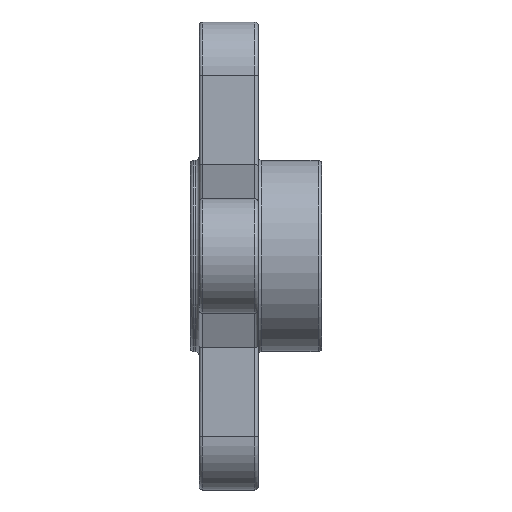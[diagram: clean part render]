
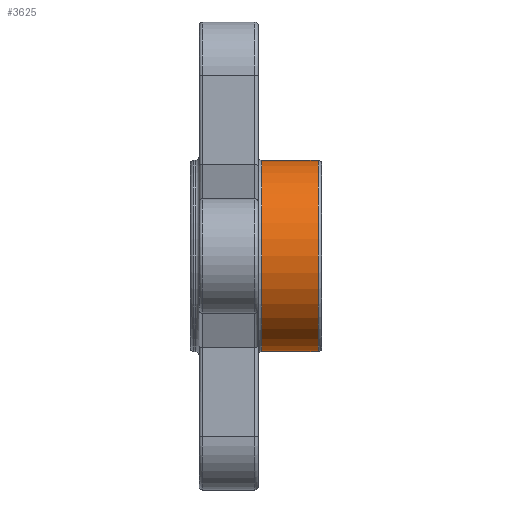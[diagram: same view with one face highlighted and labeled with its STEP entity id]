
A CAD part, left-side view. The second image highlights one B-rep face of the part: STEP entity #3625.
In plain terms, the highlighted cylindrical face has radius 3.325 mm (diameter 6.65 mm), a partial arc.
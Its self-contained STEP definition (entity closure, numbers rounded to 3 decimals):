
#337 = CARTESIAN_POINT ( 'NONE',  ( 0., -0.12, -3.325 ) ) ;
#363 = DIRECTION ( 'NONE',  ( 0., 1., 0. ) ) ;
#403 = CARTESIAN_POINT ( 'NONE',  ( 0., -2.08, 0. ) ) ;
#902 = EDGE_CURVE ( 'NONE', #7005, #3308, #6429, .T. ) ;
#947 = CARTESIAN_POINT ( 'NONE',  ( 0., -2.08, 3.325 ) ) ;
#1510 = CARTESIAN_POINT ( 'NONE',  ( 0., 2.05, 3.325 ) ) ;
#1751 = DIRECTION ( 'NONE',  ( 0., 0., -1. ) ) ;
#1764 = CARTESIAN_POINT ( 'NONE',  ( 0., -2.08, -3.325 ) ) ;
#2182 = CARTESIAN_POINT ( 'NONE',  ( 0., -0.12, 0. ) ) ;
#2970 = CARTESIAN_POINT ( 'NONE',  ( 0., 2.05, 0. ) ) ;
#3118 = CARTESIAN_POINT ( 'NONE',  ( 0., 2.05, -3.325 ) ) ;
#3308 = VERTEX_POINT ( 'NONE', #1764 ) ;
#3426 = CIRCLE ( 'NONE', #4516, 3.325 ) ;
#3625 = ADVANCED_FACE ( 'NONE', ( #4263 ), #7703, .T. ) ;
#4175 = DIRECTION ( 'NONE',  ( 0., -1., 0. ) ) ;
#4263 = FACE_OUTER_BOUND ( 'NONE', #7454, .T. ) ;
#4516 = AXIS2_PLACEMENT_3D ( 'NONE', #403, #363, #5078 ) ;
#4779 = DIRECTION ( 'NONE',  ( 0., -1., 0. ) ) ;
#4786 = ORIENTED_EDGE ( 'NONE', *, *, #4827, .F. ) ;
#4827 = EDGE_CURVE ( 'NONE', #8027, #6768, #8088, .T. ) ;
#4877 = AXIS2_PLACEMENT_3D ( 'NONE', #2970, #6923, #1751 ) ;
#5078 = DIRECTION ( 'NONE',  ( 0., 0., 1. ) ) ;
#5433 = CARTESIAN_POINT ( 'NONE',  ( 0., -0.12, 3.325 ) ) ;
#5507 = VECTOR ( 'NONE', #7039, 1000. ) ;
#5882 = VECTOR ( 'NONE', #4175, 1000. ) ;
#5984 = ORIENTED_EDGE ( 'NONE', *, *, #6826, .T. ) ;
#6429 = LINE ( 'NONE', #3118, #5507 ) ;
#6768 = VERTEX_POINT ( 'NONE', #947 ) ;
#6826 = EDGE_CURVE ( 'NONE', #8027, #7005, #7131, .T. ) ;
#6923 = DIRECTION ( 'NONE',  ( 0., -1., 0. ) ) ;
#7005 = VERTEX_POINT ( 'NONE', #337 ) ;
#7039 = DIRECTION ( 'NONE',  ( 0., -1., 0. ) ) ;
#7131 = CIRCLE ( 'NONE', #7819, 3.325 ) ;
#7212 = ORIENTED_EDGE ( 'NONE', *, *, #902, .T. ) ;
#7451 = DIRECTION ( 'NONE',  ( 0., 0., 1. ) ) ;
#7454 = EDGE_LOOP ( 'NONE', ( #4786, #5984, #7212, #7960 ) ) ;
#7703 = CYLINDRICAL_SURFACE ( 'NONE', #4877, 3.325 ) ;
#7819 = AXIS2_PLACEMENT_3D ( 'NONE', #2182, #4779, #7451 ) ;
#7960 = ORIENTED_EDGE ( 'NONE', *, *, #8444, .T. ) ;
#8027 = VERTEX_POINT ( 'NONE', #5433 ) ;
#8088 = LINE ( 'NONE', #1510, #5882 ) ;
#8444 = EDGE_CURVE ( 'NONE', #3308, #6768, #3426, .T. ) ;
